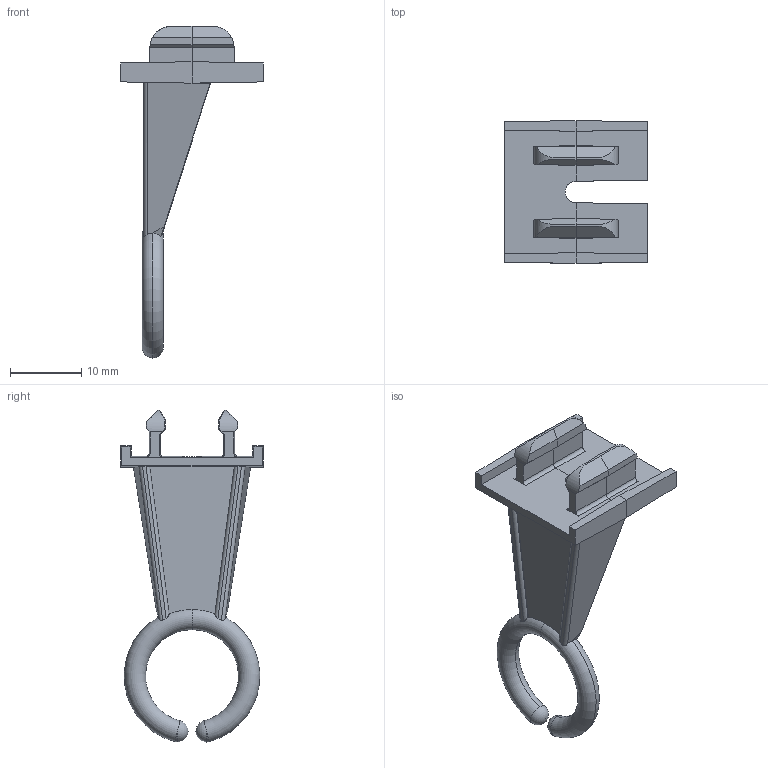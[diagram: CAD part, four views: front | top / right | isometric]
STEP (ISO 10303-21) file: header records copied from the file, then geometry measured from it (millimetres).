
FILE_DESCRIPTION (( 'STEP AP203' ), '1' );
FILE_NAME ('10-00791-001c.step', '2014-04-13T23:21:21', ( 'Nicholas Morozovsky' ), ( '' ), 'SwSTEP 2.0', 'SolidWorks 2012', '' );
FILE_SCHEMA (( 'CONFIG_CONTROL_DESIGN' ));
Length unit declared in the file: millimetre
Products named in the file (1): 10-00791-001c
Bounding box: 20 x 20 x 46.48 mm (x, y, z)
Volume: 1810.5 mm3; surface area: 2630.2 mm2
Topology: 1 solids, 1 shells, 109 faces, 292 edges, 183 vertices
Faces by surface type: plane 82, cylinder 19, torus 4, sphere 4
Entity records: 3413 total; most frequent: CARTESIAN_POINT 809, ORIENTED_EDGE 576, DIRECTION 468, EDGE_CURVE 288, LINE 200, VECTOR 200, VERTEX_POINT 181, AXIS2_PLACEMENT_3D 134
